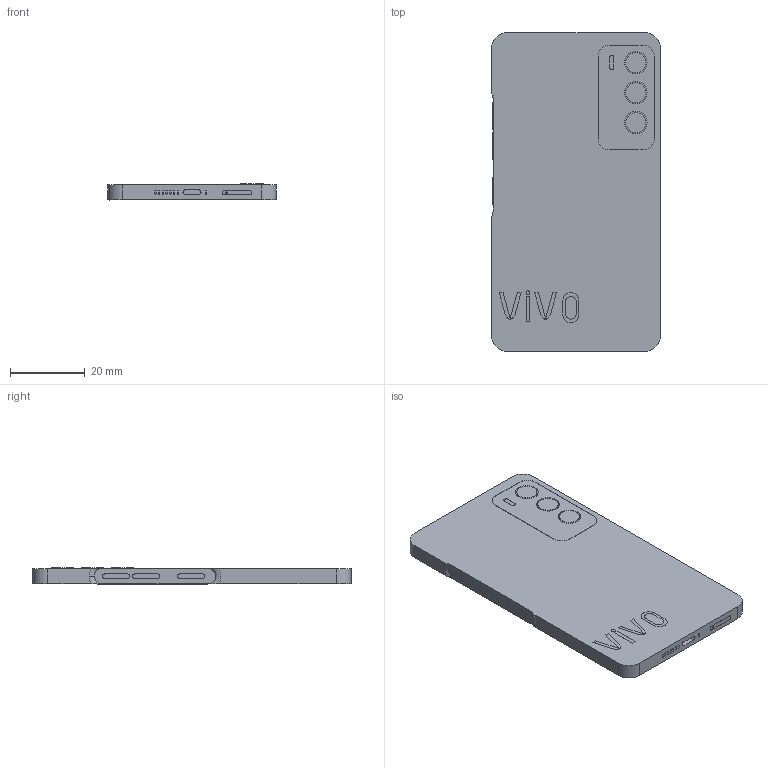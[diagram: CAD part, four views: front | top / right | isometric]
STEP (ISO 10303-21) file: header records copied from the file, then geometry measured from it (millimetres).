
FILE_DESCRIPTION (( 'STEP AP203' ), '1' );
FILE_NAME ('忒儂.STEP', '2025-01-14T12:57:16', ( '' ), ( '' ), 'SwSTEP 2.0', 'SolidWorks 2024', '' );
FILE_SCHEMA (( 'CONFIG_CONTROL_DESIGN' ));
Length unit declared in the file: millimetre
Products named in the file (6): 手机; 卡槽; 手机主体; 摄像头; 按键; logo
Assembly tree (5 placements, depth 2):
  手机
    手机主体
    按键
    摄像头
    卡槽
    logo
Bounding box: 45 x 85 x 4.3 mm (x, y, z)
Volume: 15178.8 mm3; surface area: 10381 mm2
Topology: 9 solids, 9 shells, 192 faces, 450 edges, 300 vertices
Faces by surface type: plane 110, cylinder 79, torus 3
Entity records: 6187 total; most frequent: DIRECTION 1011, CARTESIAN_POINT 978, ORIENTED_EDGE 900, EDGE_CURVE 450, AXIS2_PLACEMENT_3D 365, VERTEX_POINT 300, LINE 281, VECTOR 281
